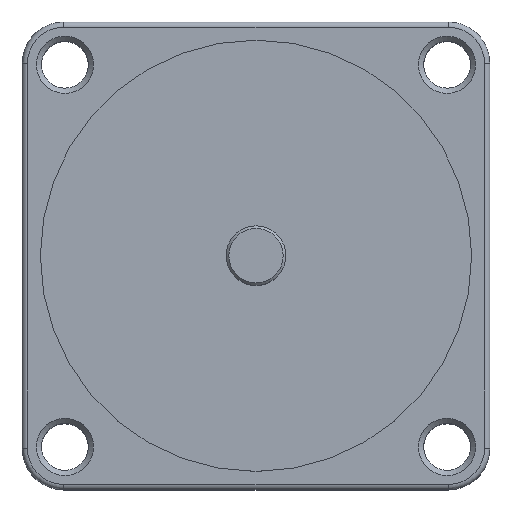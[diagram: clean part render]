
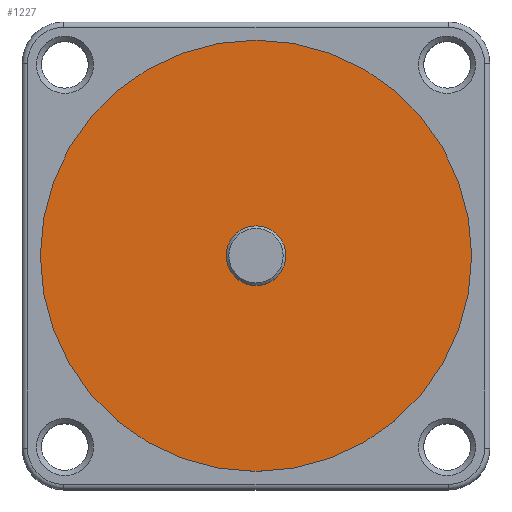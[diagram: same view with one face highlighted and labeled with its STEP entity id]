
A CAD part, top view. The second image highlights one B-rep face of the part: STEP entity #1227.
In plain terms, the highlighted planar face has unit normal (0, 0, 1).
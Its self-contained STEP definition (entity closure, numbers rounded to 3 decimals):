
#1103=CARTESIAN_POINT('',(5.735,0.,42.0));
#1104=VERTEX_POINT('',#1103);
#1105=CARTESIAN_POINT('',(0.0,0.0,42.0));
#1106=DIRECTION('',(0.0,0.0,-1.0));
#1107=DIRECTION('',(-1.0,0.0,0.0));
#1108=AXIS2_PLACEMENT_3D('',#1105,#1106,#1107);
#1109=CIRCLE('',#1108,5.735);
#1110=EDGE_CURVE('',#1104,#1104,#1109,.T.);
#1201=CARTESIAN_POINT('',(41.5,0.,42.0));
#1202=VERTEX_POINT('',#1201);
#1203=CARTESIAN_POINT('',(0.0,0.0,42.0));
#1204=DIRECTION('',(0.0,0.0,-1.0));
#1205=DIRECTION('',(-1.0,0.0,0.0));
#1206=AXIS2_PLACEMENT_3D('',#1203,#1204,#1205);
#1207=CIRCLE('',#1206,41.5);
#1208=EDGE_CURVE('',#1202,#1202,#1207,.T.);
#1216=CARTESIAN_POINT('',(0.0,0.0,42.0));
#1217=DIRECTION('',(0.0,0.0,-1.0));
#1218=DIRECTION('',(-1.0,0.0,0.0));
#1219=AXIS2_PLACEMENT_3D('',#1216,#1217,#1218);
#1220=PLANE('',#1219);
#1221=ORIENTED_EDGE('',*,*,#1208,.F.);
#1222=EDGE_LOOP('',(#1221));
#1223=FACE_OUTER_BOUND('',#1222,.T.);
#1224=ORIENTED_EDGE('',*,*,#1110,.T.);
#1225=EDGE_LOOP('',(#1224));
#1226=FACE_BOUND('',#1225,.T.);
#1227=ADVANCED_FACE('',(#1223,#1226),#1220,.F.);
